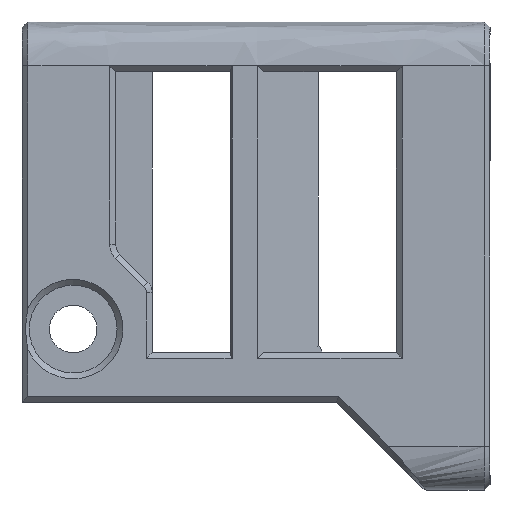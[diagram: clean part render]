
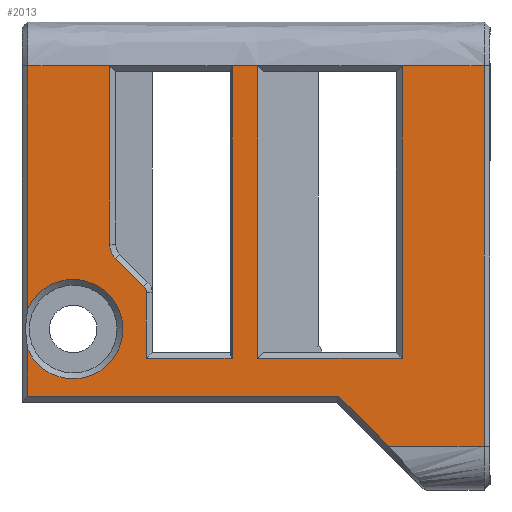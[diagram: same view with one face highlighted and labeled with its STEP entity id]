
A CAD part, left-side view. The second image highlights one B-rep face of the part: STEP entity #2013.
In plain terms, the highlighted planar face has unit normal (-1, 0, 0).
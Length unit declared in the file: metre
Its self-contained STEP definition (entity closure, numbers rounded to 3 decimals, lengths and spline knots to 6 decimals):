
#23=B_SPLINE_CURVE_WITH_KNOTS('',3,(#2756,#2757,#2758,#2759),
 .UNSPECIFIED.,.F.,.F.,(4,4),(0.,0.000472),
 .UNSPECIFIED.);
#25=B_SPLINE_CURVE_WITH_KNOTS('',3,(#2802,#2803,#2804,#2805),
 .UNSPECIFIED.,.F.,.F.,(4,4),(0.,1.),.UNSPECIFIED.);
#102=LINE('',#2719,#302);
#104=LINE('',#2724,#304);
#112=LINE('',#2740,#312);
#116=LINE('',#2774,#316);
#119=LINE('',#2781,#319);
#123=LINE('',#2814,#323);
#131=LINE('',#2828,#331);
#155=LINE('',#2919,#355);
#227=LINE('',#3277,#427);
#228=LINE('',#3332,#428);
#229=LINE('',#3333,#429);
#230=LINE('',#3334,#430);
#235=LINE('',#3431,#435);
#256=LINE('',#3614,#456);
#260=LINE('',#3651,#460);
#261=LINE('',#3653,#461);
#262=LINE('',#3660,#462);
#302=VECTOR('',#2220,1.);
#304=VECTOR('',#2224,1.);
#312=VECTOR('',#2236,1.);
#316=VECTOR('',#2242,1.);
#319=VECTOR('',#2247,1.);
#323=VECTOR('',#2253,1.);
#331=VECTOR('',#2267,1.);
#355=VECTOR('',#2321,1.);
#427=VECTOR('',#2499,1.);
#428=VECTOR('',#2500,1.);
#429=VECTOR('',#2501,1.);
#430=VECTOR('',#2502,1.);
#435=VECTOR('',#2511,1.);
#456=VECTOR('',#2586,1.);
#460=VECTOR('',#2592,1.);
#461=VECTOR('',#2595,1.);
#462=VECTOR('',#2596,1.);
#553=PLANE('',#2165);
#1090=ORIENTED_EDGE('',*,*,#1382,.T.);
#1091=ORIENTED_EDGE('',*,*,#1398,.T.);
#1092=ORIENTED_EDGE('',*,*,#1380,.T.);
#1093=ORIENTED_EDGE('',*,*,#1375,.T.);
#1094=ORIENTED_EDGE('',*,*,#1379,.T.);
#1095=ORIENTED_EDGE('',*,*,#1329,.T.);
#1096=ORIENTED_EDGE('',*,*,#1345,.T.);
#1097=ORIENTED_EDGE('',*,*,#1337,.T.);
#1098=ORIENTED_EDGE('',*,*,#1146,.T.);
#1099=ORIENTED_EDGE('',*,*,#1148,.T.);
#1100=ORIENTED_EDGE('',*,*,#1214,.F.);
#1101=ORIENTED_EDGE('',*,*,#1336,.T.);
#1102=ORIENTED_EDGE('',*,*,#1179,.T.);
#1103=ORIENTED_EDGE('',*,*,#1162,.T.);
#1104=ORIENTED_EDGE('',*,*,#1156,.T.);
#1105=ORIENTED_EDGE('',*,*,#1158,.T.);
#1106=ORIENTED_EDGE('',*,*,#1165,.T.);
#1107=ORIENTED_EDGE('',*,*,#1168,.T.);
#1108=ORIENTED_EDGE('',*,*,#1171,.T.);
#1109=ORIENTED_EDGE('',*,*,#1335,.T.);
#1146=EDGE_CURVE('',#1422,#1424,#102,.T.);
#1148=EDGE_CURVE('',#1424,#1426,#104,.T.);
#1156=EDGE_CURVE('',#1430,#1432,#112,.T.);
#1158=EDGE_CURVE('',#1432,#1433,#23,.T.);
#1162=EDGE_CURVE('',#1437,#1430,#116,.T.);
#1165=EDGE_CURVE('',#1433,#1439,#119,.T.);
#1168=EDGE_CURVE('',#1439,#1440,#25,.T.);
#1171=EDGE_CURVE('',#1440,#1443,#123,.T.);
#1179=EDGE_CURVE('',#1445,#1437,#131,.T.);
#1214=EDGE_CURVE('',#1427,#1426,#155,.T.);
#1329=EDGE_CURVE('',#1560,#1561,#227,.T.);
#1335=EDGE_CURVE('',#1443,#1562,#228,.T.);
#1336=EDGE_CURVE('',#1427,#1445,#229,.T.);
#1337=EDGE_CURVE('',#1563,#1422,#230,.T.);
#1345=EDGE_CURVE('',#1561,#1563,#235,.T.);
#1375=EDGE_CURVE('',#1571,#1572,#256,.T.);
#1379=EDGE_CURVE('',#1572,#1560,#260,.T.);
#1380=EDGE_CURVE('',#1573,#1571,#261,.T.);
#1382=EDGE_CURVE('',#1562,#1574,#262,.T.);
#1398=EDGE_CURVE('',#1574,#1573,#1615,.F.);
#1422=VERTEX_POINT('',#2714);
#1424=VERTEX_POINT('',#2718);
#1426=VERTEX_POINT('',#2723);
#1427=VERTEX_POINT('',#2728);
#1430=VERTEX_POINT('',#2735);
#1432=VERTEX_POINT('',#2739);
#1433=VERTEX_POINT('',#2754);
#1437=VERTEX_POINT('',#2775);
#1439=VERTEX_POINT('',#2780);
#1440=VERTEX_POINT('',#2800);
#1443=VERTEX_POINT('',#2813);
#1445=VERTEX_POINT('',#2819);
#1560=VERTEX_POINT('',#3278);
#1561=VERTEX_POINT('',#3279);
#1562=VERTEX_POINT('',#3331);
#1563=VERTEX_POINT('',#3335);
#1571=VERTEX_POINT('',#3615);
#1572=VERTEX_POINT('',#3616);
#1573=VERTEX_POINT('',#3654);
#1574=VERTEX_POINT('',#3659);
#1615=CIRCLE('',#2166,0.0034);
#1745=EDGE_LOOP('',(#1090,#1091,#1092,#1093,#1094,#1095,#1096,#1097,#1098,
#1099,#1100,#1101,#1102,#1103,#1104,#1105,#1106,#1107,#1108,#1109));
#1881=FACE_BOUND('',#1745,.T.);
#2013=ADVANCED_FACE('',(#1881),#553,.T.);
#2165=AXIS2_PLACEMENT_3D('',#3753,#2643,#2644);
#2166=AXIS2_PLACEMENT_3D('',#3754,#2645,#2646);
#2220=DIRECTION('',(0.,0.,-1.));
#2224=DIRECTION('',(0.,1.,0.));
#2236=DIRECTION('',(0.,0.,1.));
#2242=DIRECTION('',(0.,1.,0.));
#2247=DIRECTION('',(0.,0.708,0.707));
#2253=DIRECTION('',(0.,0.,1.));
#2267=DIRECTION('',(0.,0.,-1.));
#2321=DIRECTION('',(0.,0.,-1.));
#2499=DIRECTION('',(0.,-1.,0.));
#2500=DIRECTION('',(0.,1.,0.));
#2501=DIRECTION('',(0.,1.,0.));
#2502=DIRECTION('',(0.,1.,0.));
#2511=DIRECTION('',(0.,0.,1.));
#2586=DIRECTION('',(0.,-1.,0.));
#2592=DIRECTION('',(0.,-0.707,-0.707));
#2595=DIRECTION('',(0.,0.,-1.));
#2596=DIRECTION('',(0.,0.,-1.));
#2643=DIRECTION('',(-1.,0.,0.));
#2644=DIRECTION('',(0.,0.,1.));
#2645=DIRECTION('',(-1.,0.,0.));
#2646=DIRECTION('',(0.,0.,1.));
#2714=CARTESIAN_POINT('',(-0.046572,0.006,0.058016));
#2718=CARTESIAN_POINT('',(-0.046572,0.006,0.038016));
#2719=CARTESIAN_POINT('',(-0.046572,0.006,0.045016));
#2723=CARTESIAN_POINT('',(-0.046572,0.015887,0.038016));
#2724=CARTESIAN_POINT('',(-0.046572,0.032,0.038016));
#2728=CARTESIAN_POINT('',(-0.046572,0.015887,0.058016));
#2735=CARTESIAN_POINT('',(-0.046572,0.023497,0.038016));
#2739=CARTESIAN_POINT('',(-0.046572,0.023497,0.042504));
#2740=CARTESIAN_POINT('',(-0.046572,0.023497,0.045016));
#2754=CARTESIAN_POINT('',(-0.046572,0.023673,0.042929));
#2756=CARTESIAN_POINT('',(-0.046572,0.023497,0.042504));
#2757=CARTESIAN_POINT('',(-0.046572,0.023493,0.042663));
#2758=CARTESIAN_POINT('',(-0.046572,0.023558,0.042819));
#2759=CARTESIAN_POINT('',(-0.046572,0.023673,0.042929));
#2774=CARTESIAN_POINT('',(-0.046572,0.032,0.038016));
#2775=CARTESIAN_POINT('',(-0.046572,0.017637,0.038016));
#2780=CARTESIAN_POINT('',(-0.046572,0.025589,0.044843));
#2781=CARTESIAN_POINT('',(-0.046572,0.028885,0.048134));
#2800=CARTESIAN_POINT('',(-0.046572,0.026,0.045833));
#2802=CARTESIAN_POINT('',(-0.046572,0.025589,0.044843));
#2803=CARTESIAN_POINT('',(-0.046572,0.025853,0.0451));
#2804=CARTESIAN_POINT('',(-0.046572,0.026004,0.045461));
#2805=CARTESIAN_POINT('',(-0.046572,0.026,0.045833));
#2813=CARTESIAN_POINT('',(-0.046572,0.026,0.058016));
#2814=CARTESIAN_POINT('',(-0.046572,0.026,0.057616));
#2819=CARTESIAN_POINT('',(-0.046572,0.017637,0.058016));
#2828=CARTESIAN_POINT('',(-0.046572,0.017637,0.038416));
#2919=CARTESIAN_POINT('',(-0.046572,0.015887,0.057876));
#3277=CARTESIAN_POINT('',(-0.046572,0.003667,0.032016));
#3278=CARTESIAN_POINT('',(-0.046572,0.006934,0.032016));
#3279=CARTESIAN_POINT('',(-0.046572,0.0004,0.032016));
#3331=CARTESIAN_POINT('',(-0.046572,0.0316,0.058016));
#3332=CARTESIAN_POINT('',(-0.046572,0.016,0.058016));
#3333=CARTESIAN_POINT('',(-0.046572,0.016,0.058016));
#3334=CARTESIAN_POINT('',(-0.046572,0.016,0.058016));
#3335=CARTESIAN_POINT('',(-0.046572,0.0004,0.058016));
#3431=CARTESIAN_POINT('',(-0.046572,0.0004,0.045016));
#3614=CARTESIAN_POINT('',(-0.046572,0.032,0.035416));
#3615=CARTESIAN_POINT('',(-0.046572,0.0316,0.035416));
#3616=CARTESIAN_POINT('',(-0.046572,0.010334,0.035416));
#3651=CARTESIAN_POINT('',(-0.046572,0.025967,0.051048));
#3653=CARTESIAN_POINT('',(-0.046572,0.0316,0.035416));
#3654=CARTESIAN_POINT('',(-0.046572,0.0316,0.038619));
#3659=CARTESIAN_POINT('',(-0.046572,0.0316,0.041412));
#3660=CARTESIAN_POINT('',(-0.046572,0.0316,0.035416));
#3753=CARTESIAN_POINT('',(-0.046572,0.032,0.045016));
#3754=CARTESIAN_POINT('',(-0.046572,0.0285,0.040016));
